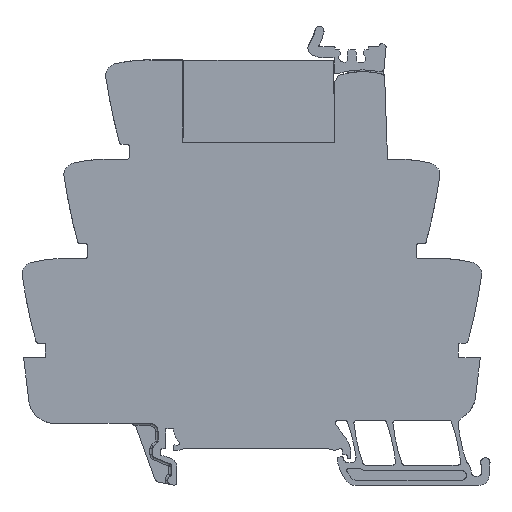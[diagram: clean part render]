
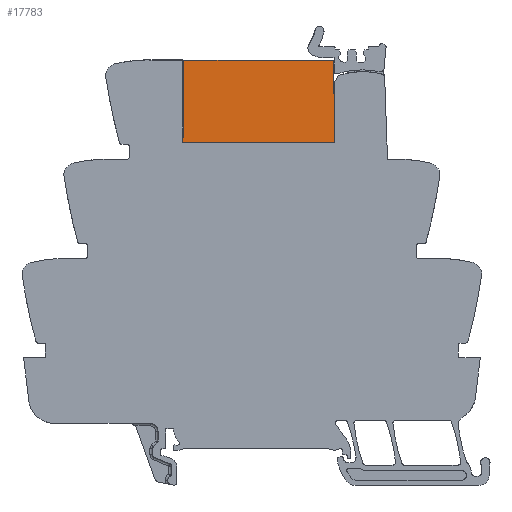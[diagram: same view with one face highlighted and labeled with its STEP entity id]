
A CAD part, left-side view. The second image highlights one B-rep face of the part: STEP entity #17783.
In plain terms, the highlighted planar face has unit normal (-1, 0, 0.011).
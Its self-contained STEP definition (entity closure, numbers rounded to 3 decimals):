
#17770=AXIS2_PLACEMENT_3D('Plane Axis2P3D',#17767,#17768,#17769) ;
#17659=CARTESIAN_POINT('Vertex',(0.164,58.589,81.4)) ;
#17673=CARTESIAN_POINT('Vertex',(0.,58.754,65.7)) ;
#17676=CARTESIAN_POINT('Line Origine',(0.082,58.672,73.55)) ;
#17697=CARTESIAN_POINT('Vertex',(0.164,29.918,81.4)) ;
#17707=CARTESIAN_POINT('Line Origine',(0.164,44.254,81.4)) ;
#17752=CARTESIAN_POINT('Vertex',(0.,29.754,65.7)) ;
#17755=CARTESIAN_POINT('Line Origine',(0.,44.254,65.7)) ;
#17767=CARTESIAN_POINT('Axis2P3D Location',(0.,57.754,65.7)) ;
#17772=CARTESIAN_POINT('Line Origine',(0.082,29.836,73.55)) ;
#17677=DIRECTION('Vector Direction',(0.01,-0.01,1.)) ;
#17708=DIRECTION('Vector Direction',(0.,-1.,0.)) ;
#17756=DIRECTION('Vector Direction',(0.,-1.,0.)) ;
#17768=DIRECTION('Axis2P3D Direction',(1.,0.,-0.01)) ;
#17769=DIRECTION('Axis2P3D XDirection',(0.,-1.,0.)) ;
#17773=DIRECTION('Vector Direction',(0.01,0.01,1.)) ;
#17678=VECTOR('Line Direction',#17677,1.) ;
#17709=VECTOR('Line Direction',#17708,1.) ;
#17757=VECTOR('Line Direction',#17756,1.) ;
#17774=VECTOR('Line Direction',#17773,1.) ;
#17778=ORIENTED_EDGE('',*,*,#17776,.F.) ;
#17779=ORIENTED_EDGE('',*,*,#17711,.F.) ;
#17780=ORIENTED_EDGE('',*,*,#17680,.F.) ;
#17781=ORIENTED_EDGE('',*,*,#17759,.F.) ;
#17783=ADVANCED_FACE('RSS-RELAIS',(#17782),#17771,.F.) ;
#17680=EDGE_CURVE('',#17674,#17660,#17679,.T.) ;
#17711=EDGE_CURVE('',#17660,#17698,#17710,.T.) ;
#17759=EDGE_CURVE('',#17753,#17674,#17758,.F.) ;
#17776=EDGE_CURVE('',#17698,#17753,#17775,.F.) ;
#17777=EDGE_LOOP('',(#17778,#17779,#17780,#17781)) ;
#17782=FACE_OUTER_BOUND('',#17777,.T.) ;
#17679=LINE('Line',#17676,#17678) ;
#17710=LINE('Line',#17707,#17709) ;
#17758=LINE('Line',#17755,#17757) ;
#17775=LINE('Line',#17772,#17774) ;
#17771=PLANE('',#17770) ;
#17660=VERTEX_POINT('',#17659) ;
#17674=VERTEX_POINT('',#17673) ;
#17698=VERTEX_POINT('',#17697) ;
#17753=VERTEX_POINT('',#17752) ;
